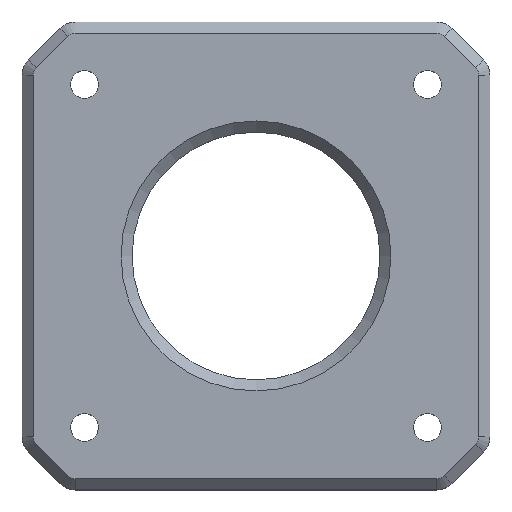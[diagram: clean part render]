
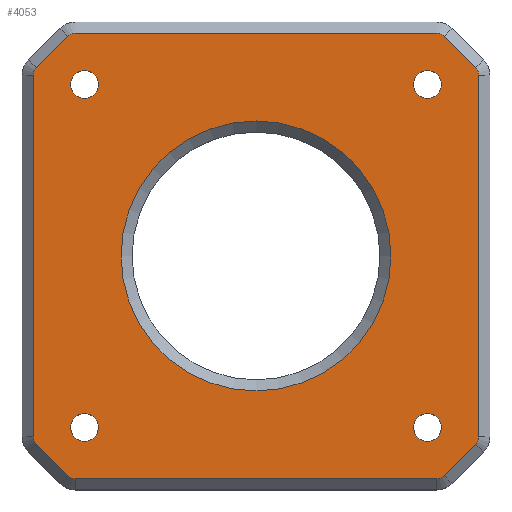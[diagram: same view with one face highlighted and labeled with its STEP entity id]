
A CAD part, top view. The second image highlights one B-rep face of the part: STEP entity #4053.
In plain terms, the highlighted planar face has unit normal (0, 0, 1).
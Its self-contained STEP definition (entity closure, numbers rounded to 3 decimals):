
#29=FACE_BOUND('',#442,.T.);
#30=FACE_BOUND('',#443,.T.);
#31=FACE_BOUND('',#444,.T.);
#32=FACE_BOUND('',#445,.T.);
#33=FACE_BOUND('',#446,.T.);
#41=PLANE('',#4280);
#230=FACE_OUTER_BOUND('',#441,.T.);
#441=EDGE_LOOP('',(#2839,#2840,#2841,#2842,#2843,#2844,#2845,#2846,#2847,
#2848,#2849,#2850,#2851,#2852,#2853,#2854));
#442=EDGE_LOOP('',(#2855));
#443=EDGE_LOOP('',(#2856));
#444=EDGE_LOOP('',(#2857));
#445=EDGE_LOOP('',(#2858));
#446=EDGE_LOOP('',(#2859));
#664=LINE('',#5600,#1231);
#665=LINE('',#5604,#1232);
#666=LINE('',#5608,#1233);
#667=LINE('',#5612,#1234);
#668=LINE('',#5616,#1235);
#669=LINE('',#5620,#1236);
#670=LINE('',#5624,#1237);
#671=LINE('',#5628,#1238);
#1231=VECTOR('',#4536,10.);
#1232=VECTOR('',#4539,10.);
#1233=VECTOR('',#4542,10.);
#1234=VECTOR('',#4545,10.);
#1235=VECTOR('',#4548,10.);
#1236=VECTOR('',#4551,10.);
#1237=VECTOR('',#4554,10.);
#1238=VECTOR('',#4557,10.);
#1798=CIRCLE('',#4279,12.2);
#1799=CIRCLE('',#4281,1.);
#1800=CIRCLE('',#4282,1.);
#1801=CIRCLE('',#4283,1.);
#1802=CIRCLE('',#4284,1.);
#1803=CIRCLE('',#4285,1.);
#1804=CIRCLE('',#4286,1.);
#1805=CIRCLE('',#4287,1.);
#1806=CIRCLE('',#4288,1.);
#1807=CIRCLE('',#4289,1.25);
#1808=CIRCLE('',#4290,1.25);
#1809=CIRCLE('',#4291,1.25);
#1810=CIRCLE('',#4292,1.25);
#1835=VERTEX_POINT('',#5594);
#1836=VERTEX_POINT('',#5598);
#1837=VERTEX_POINT('',#5599);
#1838=VERTEX_POINT('',#5601);
#1839=VERTEX_POINT('',#5603);
#1840=VERTEX_POINT('',#5605);
#1841=VERTEX_POINT('',#5607);
#1842=VERTEX_POINT('',#5609);
#1843=VERTEX_POINT('',#5611);
#1844=VERTEX_POINT('',#5613);
#1845=VERTEX_POINT('',#5615);
#1846=VERTEX_POINT('',#5617);
#1847=VERTEX_POINT('',#5619);
#1848=VERTEX_POINT('',#5621);
#1849=VERTEX_POINT('',#5623);
#1850=VERTEX_POINT('',#5625);
#1851=VERTEX_POINT('',#5627);
#1852=VERTEX_POINT('',#5630);
#1853=VERTEX_POINT('',#5632);
#1854=VERTEX_POINT('',#5634);
#1855=VERTEX_POINT('',#5636);
#2233=EDGE_CURVE('',#1835,#1835,#1798,.T.);
#2234=EDGE_CURVE('',#1836,#1837,#664,.T.);
#2235=EDGE_CURVE('',#1838,#1836,#1799,.T.);
#2236=EDGE_CURVE('',#1839,#1838,#665,.T.);
#2237=EDGE_CURVE('',#1840,#1839,#1800,.T.);
#2238=EDGE_CURVE('',#1841,#1840,#666,.T.);
#2239=EDGE_CURVE('',#1842,#1841,#1801,.T.);
#2240=EDGE_CURVE('',#1843,#1842,#667,.T.);
#2241=EDGE_CURVE('',#1844,#1843,#1802,.T.);
#2242=EDGE_CURVE('',#1845,#1844,#668,.T.);
#2243=EDGE_CURVE('',#1846,#1845,#1803,.T.);
#2244=EDGE_CURVE('',#1847,#1846,#669,.T.);
#2245=EDGE_CURVE('',#1848,#1847,#1804,.T.);
#2246=EDGE_CURVE('',#1849,#1848,#670,.T.);
#2247=EDGE_CURVE('',#1850,#1849,#1805,.T.);
#2248=EDGE_CURVE('',#1851,#1850,#671,.T.);
#2249=EDGE_CURVE('',#1837,#1851,#1806,.T.);
#2250=EDGE_CURVE('',#1852,#1852,#1807,.T.);
#2251=EDGE_CURVE('',#1853,#1853,#1808,.T.);
#2252=EDGE_CURVE('',#1854,#1854,#1809,.T.);
#2253=EDGE_CURVE('',#1855,#1855,#1810,.T.);
#2839=ORIENTED_EDGE('',*,*,#2234,.F.);
#2840=ORIENTED_EDGE('',*,*,#2235,.F.);
#2841=ORIENTED_EDGE('',*,*,#2236,.F.);
#2842=ORIENTED_EDGE('',*,*,#2237,.F.);
#2843=ORIENTED_EDGE('',*,*,#2238,.F.);
#2844=ORIENTED_EDGE('',*,*,#2239,.F.);
#2845=ORIENTED_EDGE('',*,*,#2240,.F.);
#2846=ORIENTED_EDGE('',*,*,#2241,.F.);
#2847=ORIENTED_EDGE('',*,*,#2242,.F.);
#2848=ORIENTED_EDGE('',*,*,#2243,.F.);
#2849=ORIENTED_EDGE('',*,*,#2244,.F.);
#2850=ORIENTED_EDGE('',*,*,#2245,.F.);
#2851=ORIENTED_EDGE('',*,*,#2246,.F.);
#2852=ORIENTED_EDGE('',*,*,#2247,.F.);
#2853=ORIENTED_EDGE('',*,*,#2248,.F.);
#2854=ORIENTED_EDGE('',*,*,#2249,.F.);
#2855=ORIENTED_EDGE('',*,*,#2250,.F.);
#2856=ORIENTED_EDGE('',*,*,#2251,.F.);
#2857=ORIENTED_EDGE('',*,*,#2252,.F.);
#2858=ORIENTED_EDGE('',*,*,#2253,.F.);
#2859=ORIENTED_EDGE('',*,*,#2233,.F.);
#4053=ADVANCED_FACE('',(#230,#29,#30,#31,#32,#33),#41,.F.);
#4279=AXIS2_PLACEMENT_3D('',#5596,#4532,#4533);
#4280=AXIS2_PLACEMENT_3D('',#5597,#4534,#4535);
#4281=AXIS2_PLACEMENT_3D('',#5602,#4537,#4538);
#4282=AXIS2_PLACEMENT_3D('',#5606,#4540,#4541);
#4283=AXIS2_PLACEMENT_3D('',#5610,#4543,#4544);
#4284=AXIS2_PLACEMENT_3D('',#5614,#4546,#4547);
#4285=AXIS2_PLACEMENT_3D('',#5618,#4549,#4550);
#4286=AXIS2_PLACEMENT_3D('',#5622,#4552,#4553);
#4287=AXIS2_PLACEMENT_3D('',#5626,#4555,#4556);
#4288=AXIS2_PLACEMENT_3D('',#5629,#4558,#4559);
#4289=AXIS2_PLACEMENT_3D('',#5631,#4560,#4561);
#4290=AXIS2_PLACEMENT_3D('',#5633,#4562,#4563);
#4291=AXIS2_PLACEMENT_3D('',#5635,#4564,#4565);
#4292=AXIS2_PLACEMENT_3D('',#5637,#4566,#4567);
#4532=DIRECTION('center_axis',(0.,0.,1.));
#4533=DIRECTION('ref_axis',(-1.,0.,0.));
#4534=DIRECTION('center_axis',(0.,0.,-1.));
#4535=DIRECTION('ref_axis',(-1.,0.,0.));
#4536=DIRECTION('',(0.,-1.,0.));
#4537=DIRECTION('center_axis',(0.,0.,-1.));
#4538=DIRECTION('ref_axis',(0.924,0.383,0.));
#4539=DIRECTION('',(0.707,-0.707,0.));
#4540=DIRECTION('center_axis',(0.,0.,-1.));
#4541=DIRECTION('ref_axis',(0.383,0.924,0.));
#4542=DIRECTION('',(1.,0.,0.));
#4543=DIRECTION('center_axis',(0.,0.,-1.));
#4544=DIRECTION('ref_axis',(-0.383,0.924,0.));
#4545=DIRECTION('',(0.707,0.707,0.));
#4546=DIRECTION('center_axis',(0.,0.,-1.));
#4547=DIRECTION('ref_axis',(-0.924,0.383,0.));
#4548=DIRECTION('',(0.,1.,0.));
#4549=DIRECTION('center_axis',(0.,0.,-1.));
#4550=DIRECTION('ref_axis',(-0.924,-0.383,0.));
#4551=DIRECTION('',(-0.707,0.707,0.));
#4552=DIRECTION('center_axis',(0.,0.,-1.));
#4553=DIRECTION('ref_axis',(-0.383,-0.924,0.));
#4554=DIRECTION('',(-1.,0.,0.));
#4555=DIRECTION('center_axis',(0.,0.,-1.));
#4556=DIRECTION('ref_axis',(0.383,-0.924,0.));
#4557=DIRECTION('',(-0.707,-0.707,0.));
#4558=DIRECTION('center_axis',(0.,0.,-1.));
#4559=DIRECTION('ref_axis',(0.924,-0.383,0.));
#4560=DIRECTION('center_axis',(0.,0.,1.));
#4561=DIRECTION('ref_axis',(-1.,0.,0.));
#4562=DIRECTION('center_axis',(0.,0.,1.));
#4563=DIRECTION('ref_axis',(-1.,0.,0.));
#4564=DIRECTION('center_axis',(0.,0.,1.));
#4565=DIRECTION('ref_axis',(-1.,0.,0.));
#4566=DIRECTION('center_axis',(0.,0.,1.));
#4567=DIRECTION('ref_axis',(-1.,0.,0.));
#5594=CARTESIAN_POINT('',(12.2,0.,0.));
#5596=CARTESIAN_POINT('Origin',(0.,0.,0.));
#5597=CARTESIAN_POINT('Origin',(0.,0.,0.));
#5598=CARTESIAN_POINT('',(20.15,16.322,0.));
#5599=CARTESIAN_POINT('',(20.15,-16.322,0.));
#5600=CARTESIAN_POINT('',(20.15,8.575,0.));
#5601=CARTESIAN_POINT('',(19.857,17.029,0.));
#5602=CARTESIAN_POINT('Origin',(19.15,16.322,0.));
#5603=CARTESIAN_POINT('',(17.029,19.857,0.));
#5604=CARTESIAN_POINT('',(17.443,19.443,0.));
#5605=CARTESIAN_POINT('',(16.322,20.15,0.));
#5606=CARTESIAN_POINT('Origin',(16.322,19.15,0.));
#5607=CARTESIAN_POINT('',(-16.322,20.15,0.));
#5608=CARTESIAN_POINT('',(-8.575,20.15,0.));
#5609=CARTESIAN_POINT('',(-17.029,19.857,0.));
#5610=CARTESIAN_POINT('Origin',(-16.322,19.15,0.));
#5611=CARTESIAN_POINT('',(-19.857,17.029,0.));
#5612=CARTESIAN_POINT('',(-19.443,17.443,0.));
#5613=CARTESIAN_POINT('',(-20.15,16.322,0.));
#5614=CARTESIAN_POINT('Origin',(-19.15,16.322,0.));
#5615=CARTESIAN_POINT('',(-20.15,-16.322,0.));
#5616=CARTESIAN_POINT('',(-20.15,-8.575,0.));
#5617=CARTESIAN_POINT('',(-19.857,-17.029,0.));
#5618=CARTESIAN_POINT('Origin',(-19.15,-16.322,0.));
#5619=CARTESIAN_POINT('',(-17.029,-19.857,0.));
#5620=CARTESIAN_POINT('',(-17.443,-19.443,0.));
#5621=CARTESIAN_POINT('',(-16.322,-20.15,0.));
#5622=CARTESIAN_POINT('Origin',(-16.322,-19.15,0.));
#5623=CARTESIAN_POINT('',(16.322,-20.15,0.));
#5624=CARTESIAN_POINT('',(8.575,-20.15,0.));
#5625=CARTESIAN_POINT('',(17.029,-19.857,0.));
#5626=CARTESIAN_POINT('Origin',(16.322,-19.15,0.));
#5627=CARTESIAN_POINT('',(19.857,-17.029,0.));
#5628=CARTESIAN_POINT('',(19.443,-17.443,0.));
#5629=CARTESIAN_POINT('Origin',(19.15,-16.322,0.));
#5630=CARTESIAN_POINT('',(-14.25,-15.5,0.));
#5631=CARTESIAN_POINT('Origin',(-15.5,-15.5,0.));
#5632=CARTESIAN_POINT('',(-14.25,15.5,0.));
#5633=CARTESIAN_POINT('Origin',(-15.5,15.5,0.));
#5634=CARTESIAN_POINT('',(16.75,15.5,0.));
#5635=CARTESIAN_POINT('Origin',(15.5,15.5,0.));
#5636=CARTESIAN_POINT('',(16.75,-15.5,0.));
#5637=CARTESIAN_POINT('Origin',(15.5,-15.5,0.));
